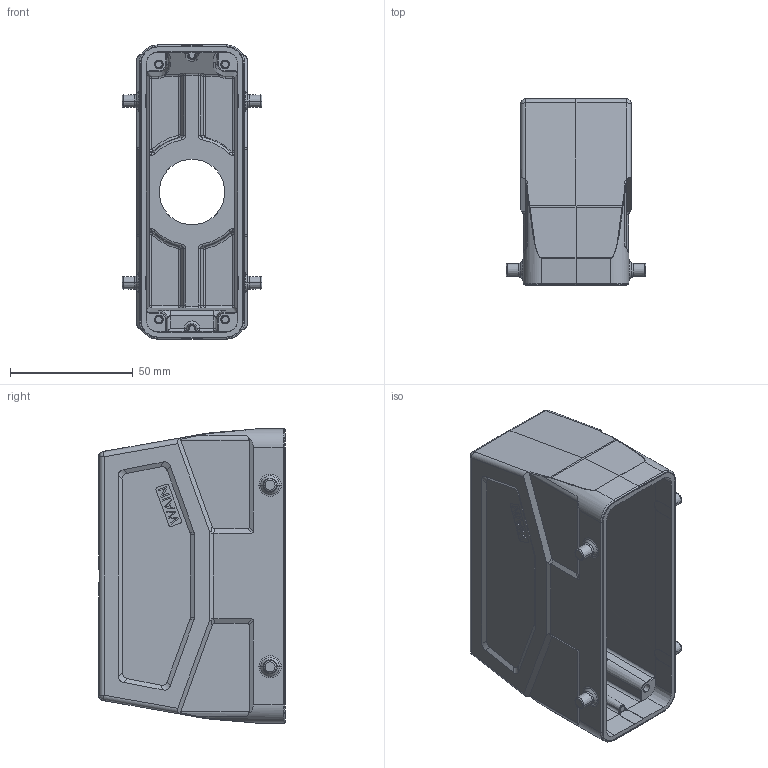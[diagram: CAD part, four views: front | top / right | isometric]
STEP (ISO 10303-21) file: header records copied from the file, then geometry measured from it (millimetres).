
FILE_DESCRIPTION(/* description */ (''),/* implementation_level */ '2;1');
FILE_NAME(/* name */ '3D_1121244305011_W24B-MTEH-4B-PG21_V1.0_stp.stp',/* time_stamp */ '2024-03-20T13:39:56+08:00',/* author */ (''),/* organization */ (''),/* preprocessor_version */ 'ST-DEVELOPER v18.1',/* originating_system */ 'SIEMENS PLM Software NX 1980',/* authorisation */ '');
FILE_SCHEMA (('PROCESS_PLANNING_SCHEMA'));
Length unit declared in the file: millimetre
Products named in the file (1): 3D_1121244305011_W24B-MTEH-4B-PG21_V1.0_stp
Bounding box: 57 x 76 x 120 mm (x, y, z)
Volume: 99856.8 mm3; surface area: 53006.5 mm2
Topology: 1 solids, 1 shells, 558 faces, 1373 edges, 845 vertices
Faces by surface type: plane 228, cylinder 176, torus 74, cone 30, bspline 25, sphere 23, extrusion 2
Entity records: 19196 total; most frequent: CARTESIAN_POINT 6777, ORIENTED_EDGE 2746, DIRECTION 2309, EDGE_CURVE 1373, VERTEX_POINT 845, AXIS2_PLACEMENT_3D 820, VECTOR 669, LINE 667
